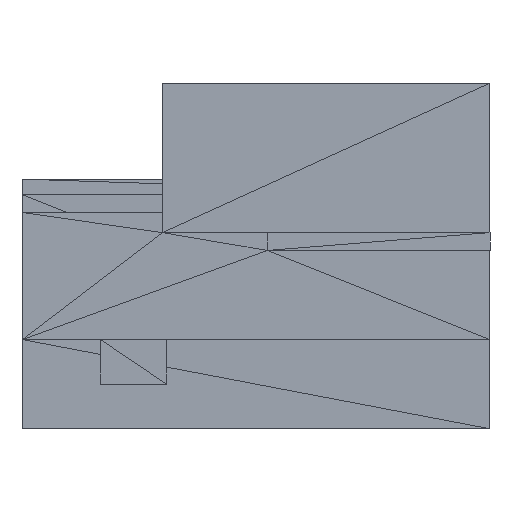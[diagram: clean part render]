
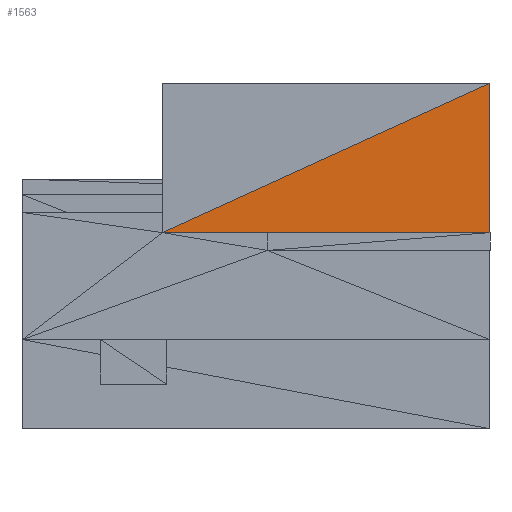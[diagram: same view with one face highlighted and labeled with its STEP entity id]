
A CAD part, left-side view. The second image highlights one B-rep face of the part: STEP entity #1563.
In plain terms, the highlighted planar face has unit normal (-1, 0, 0).
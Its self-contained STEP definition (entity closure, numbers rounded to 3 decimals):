
#44 = EDGE_CURVE ( 'NONE', #313, #1206, #1144, .T. ) ;
#104 = ORIENTED_EDGE ( 'NONE', *, *, #44, .T. ) ;
#216 = DIRECTION ( 'NONE',  ( 0., 0.91, -0.415 ) ) ;
#253 = DIRECTION ( 'NONE',  ( 0., 1., 0. ) ) ;
#300 = PLANE ( 'NONE',  #1034 ) ;
#313 = VERTEX_POINT ( 'NONE', #444 ) ;
#330 = DIRECTION ( 'NONE',  ( 0., 0., 1. ) ) ;
#358 = VECTOR ( 'NONE', #253, 1000. ) ;
#396 = EDGE_LOOP ( 'NONE', ( #1256, #1739, #104 ) ) ;
#444 = CARTESIAN_POINT ( 'NONE',  ( 52.2, 45.5, 60.8 ) ) ;
#522 = CARTESIAN_POINT ( 'NONE',  ( 52.2, 52.85, 57.45 ) ) ;
#524 = CARTESIAN_POINT ( 'NONE',  ( 52.2, 45.5, 60.8 ) ) ;
#644 = VECTOR ( 'NONE', #216, 1000. ) ;
#648 = EDGE_CURVE ( 'NONE', #1309, #313, #1781, .T. ) ;
#896 = DIRECTION ( 'NONE',  ( -1., 0., 0. ) ) ;
#1034 = AXIS2_PLACEMENT_3D ( 'NONE', #1450, #896, #1585 ) ;
#1144 = LINE ( 'NONE', #524, #644 ) ;
#1206 = VERTEX_POINT ( 'NONE', #522 ) ;
#1252 = CARTESIAN_POINT ( 'NONE',  ( 52.2, 45.5, 57.45 ) ) ;
#1256 = ORIENTED_EDGE ( 'NONE', *, *, #1350, .F. ) ;
#1262 = VECTOR ( 'NONE', #330, 1000. ) ;
#1309 = VERTEX_POINT ( 'NONE', #1252 ) ;
#1350 = EDGE_CURVE ( 'NONE', #1309, #1206, #1775, .T. ) ;
#1450 = CARTESIAN_POINT ( 'NONE',  ( 52.2, 0., 0. ) ) ;
#1541 = FACE_OUTER_BOUND ( 'NONE', #396, .T. ) ;
#1563 = ADVANCED_FACE ( 'NONE', ( #1541 ), #300, .T. ) ;
#1585 = DIRECTION ( 'NONE',  ( 0., 0., 1. ) ) ;
#1610 = CARTESIAN_POINT ( 'NONE',  ( 52.2, 45.5, 57.45 ) ) ;
#1643 = CARTESIAN_POINT ( 'NONE',  ( 52.2, 45.5, 57.45 ) ) ;
#1739 = ORIENTED_EDGE ( 'NONE', *, *, #648, .T. ) ;
#1775 = LINE ( 'NONE', #1643, #358 ) ;
#1781 = LINE ( 'NONE', #1610, #1262 ) ;
